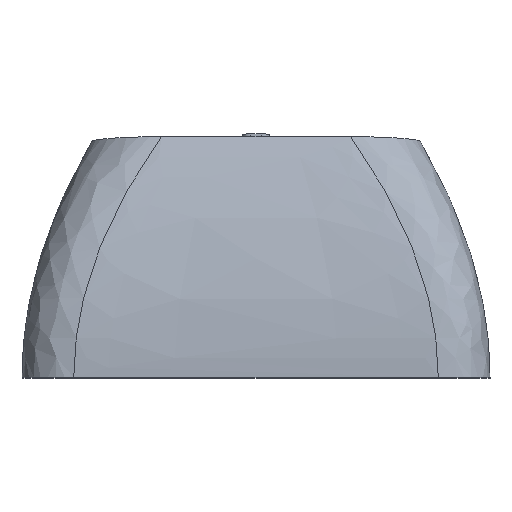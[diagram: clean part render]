
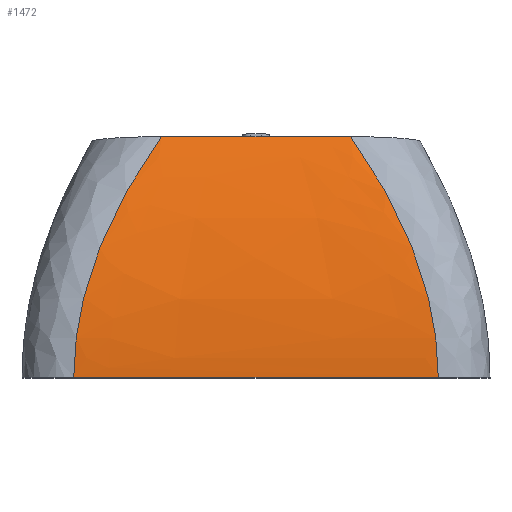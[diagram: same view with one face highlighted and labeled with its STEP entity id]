
A CAD part, top view. The second image highlights one B-rep face of the part: STEP entity #1472.
In plain terms, the highlighted free-form (B-spline) face has degree [3, 3] with [4, 4] control points.
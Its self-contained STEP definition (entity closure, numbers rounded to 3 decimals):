
#113=B_SPLINE_CURVE_WITH_KNOTS('',3,(#2623,#2624,#2625,#2626),
 .UNSPECIFIED.,.F.,.F.,(4,4),(0.,1.),.UNSPECIFIED.);
#119=B_SPLINE_CURVE_WITH_KNOTS('',3,(#2755,#2756,#2757,#2758),
 .UNSPECIFIED.,.F.,.F.,(4,4),(0.,1.),.UNSPECIFIED.);
#155=B_SPLINE_SURFACE_WITH_KNOTS('',3,3,((#2759,#2760,#2761,#2762),(#2763,
#2764,#2765,#2766),(#2767,#2768,#2769,#2770),(#2771,#2772,#2773,#2774)),
 .UNSPECIFIED.,.F.,.F.,.F.,(4,4),(4,4),(0.,1.),(0.,1.),.UNSPECIFIED.);
#194=FACE_OUTER_BOUND('',#279,.T.);
#279=EDGE_LOOP('',(#1134,#1135,#1136,#1137));
#364=LINE('',#2581,#487);
#365=LINE('',#2587,#488);
#487=VECTOR('',#1670,10.);
#488=VECTOR('',#1675,10.);
#622=VERTEX_POINT('',#2566);
#629=VERTEX_POINT('',#2579);
#630=VERTEX_POINT('',#2583);
#632=VERTEX_POINT('',#2586);
#801=EDGE_CURVE('',#629,#622,#364,.T.);
#803=EDGE_CURVE('',#632,#630,#365,.T.);
#811=EDGE_CURVE('',#630,#622,#113,.T.);
#817=EDGE_CURVE('',#632,#629,#119,.T.);
#1134=ORIENTED_EDGE('',*,*,#803,.T.);
#1135=ORIENTED_EDGE('',*,*,#811,.T.);
#1136=ORIENTED_EDGE('',*,*,#801,.F.);
#1137=ORIENTED_EDGE('',*,*,#817,.F.);
#1472=ADVANCED_FACE('',(#194),#155,.T.);
#1670=DIRECTION('',(-1.,0.,0.));
#1675=DIRECTION('',(-1.,0.,0.));
#2566=CARTESIAN_POINT('',(2.,0.,18.1));
#2579=CARTESIAN_POINT('',(16.1,0.,18.1));
#2581=CARTESIAN_POINT('',(16.1,0.,18.1));
#2583=CARTESIAN_POINT('',(5.4,9.309,15.363));
#2586=CARTESIAN_POINT('',(12.7,9.309,15.363));
#2587=CARTESIAN_POINT('',(12.7,9.309,15.363));
#2623=CARTESIAN_POINT('Ctrl Pts',(5.4,9.309,15.363));
#2624=CARTESIAN_POINT('Ctrl Pts',(3.133,6.206,17.188));
#2625=CARTESIAN_POINT('Ctrl Pts',(2.,2.956,18.1));
#2626=CARTESIAN_POINT('Ctrl Pts',(2.,0.,18.1));
#2755=CARTESIAN_POINT('Ctrl Pts',(12.7,9.309,15.363));
#2756=CARTESIAN_POINT('Ctrl Pts',(14.967,6.206,17.188));
#2757=CARTESIAN_POINT('Ctrl Pts',(16.1,2.956,18.1));
#2758=CARTESIAN_POINT('Ctrl Pts',(16.1,0.,18.1));
#2759=CARTESIAN_POINT('Ctrl Pts',(12.7,9.309,15.363));
#2760=CARTESIAN_POINT('Ctrl Pts',(14.967,6.206,17.188));
#2761=CARTESIAN_POINT('Ctrl Pts',(16.1,2.956,18.1));
#2762=CARTESIAN_POINT('Ctrl Pts',(16.1,0.,18.1));
#2763=CARTESIAN_POINT('Ctrl Pts',(11.286,9.309,15.363));
#2764=CARTESIAN_POINT('Ctrl Pts',(13.336,6.206,17.149));
#2765=CARTESIAN_POINT('Ctrl Pts',(15.053,2.956,18.1));
#2766=CARTESIAN_POINT('Ctrl Pts',(15.053,0.,
18.1));
#2767=CARTESIAN_POINT('Ctrl Pts',(6.814,9.309,15.363));
#2768=CARTESIAN_POINT('Ctrl Pts',(4.764,6.206,17.149));
#2769=CARTESIAN_POINT('Ctrl Pts',(3.047,2.956,18.1));
#2770=CARTESIAN_POINT('Ctrl Pts',(3.047,0.,
18.1));
#2771=CARTESIAN_POINT('Ctrl Pts',(5.4,9.309,15.363));
#2772=CARTESIAN_POINT('Ctrl Pts',(3.133,6.206,17.188));
#2773=CARTESIAN_POINT('Ctrl Pts',(2.,2.956,18.1));
#2774=CARTESIAN_POINT('Ctrl Pts',(2.,0.,18.1));
